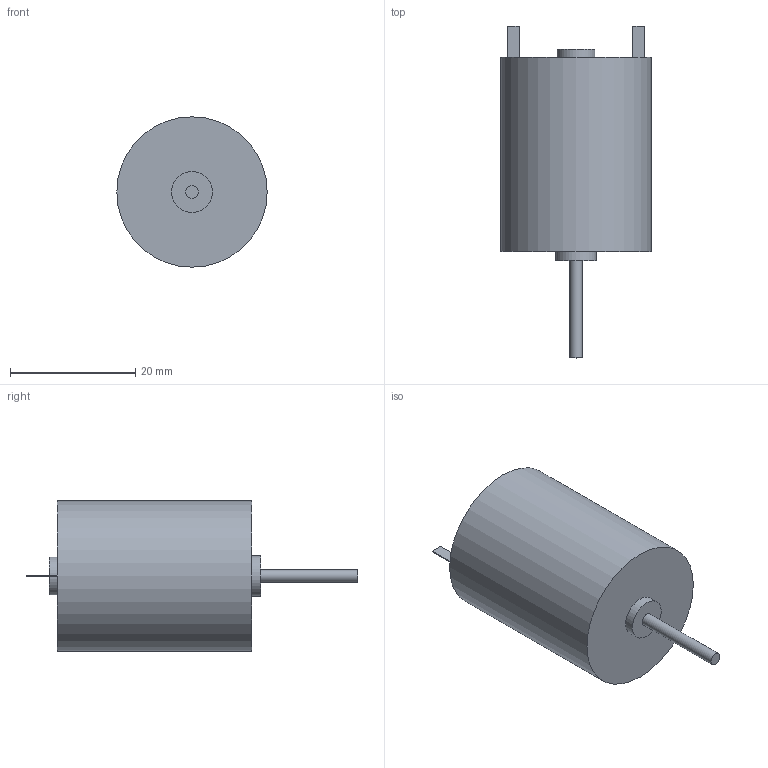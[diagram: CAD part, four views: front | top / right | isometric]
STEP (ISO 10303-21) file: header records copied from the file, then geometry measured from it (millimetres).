
FILE_DESCRIPTION(/* description */ (''),/* implementation_level */ '2;1');
FILE_NAME(/* name */ 'Motor.step',/* time_stamp */ '2025-07-15T13:48:58+09:00',/* author */ (''),/* organization */ (''),/* preprocessor_version */ 'ST-DEVELOPER v20.1',/* originating_system */ 'Autodesk Translation Framework v14.10.0.0',/* authorisation */ '');
FILE_SCHEMA (('AUTOMOTIVE_DESIGN { 1 0 10303 214 3 1 1 }'));
Length unit declared in the file: millimetre
Products named in the file (1): ドリブラー用モーター
Bounding box: 24 x 53 x 24 mm (x, y, z)
Volume: 14160.7 mm3; surface area: 3565 mm2
Topology: 6 solids, 6 shells, 24 faces, 36 edges, 24 vertices
Faces by surface type: plane 20, cylinder 4
Full cylindrical faces by diameter (mm): 2 x1, 6 x1, 6.5 x1, 24 x1
Entity records: 577 total; most frequent: DIRECTION 94, CARTESIAN_POINT 85, ORIENTED_EDGE 72, EDGE_CURVE 36, AXIS2_PLACEMENT_3D 33, LINE 28, VECTOR 28, FACE_OUTER_BOUND 24
